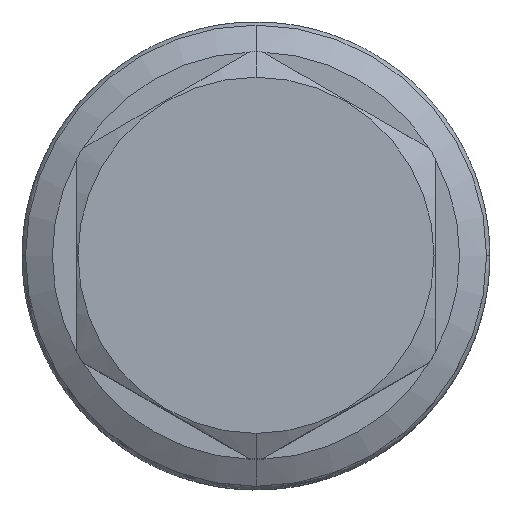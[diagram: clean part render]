
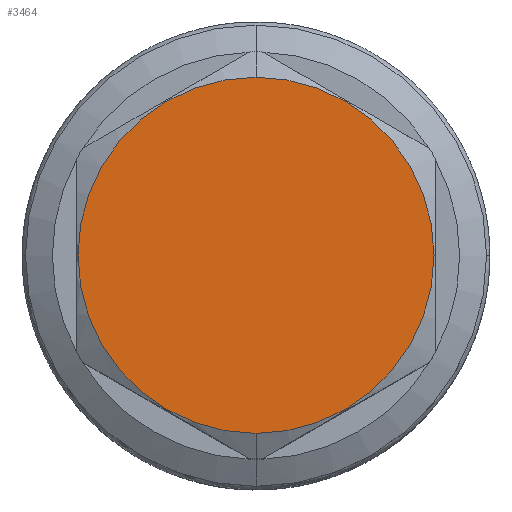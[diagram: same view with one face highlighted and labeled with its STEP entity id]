
A CAD part, top view. The second image highlights one B-rep face of the part: STEP entity #3464.
In plain terms, the highlighted planar face has unit normal (0, 0, 1).
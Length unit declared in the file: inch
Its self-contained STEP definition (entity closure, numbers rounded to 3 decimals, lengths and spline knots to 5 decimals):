
#1293=CARTESIAN_POINT('',(0.,0.,5.655));
#1294=DIRECTION('',(0.,0.,1.));
#1295=DIRECTION('',(0.,-1.,0.));
#1296=AXIS2_PLACEMENT_3D('',#1293,#1294,#1295);
#1298=CARTESIAN_POINT('',(0.,0.,5.655));
#1299=DIRECTION('',(0.,0.,1.));
#1300=DIRECTION('',(0.,1.,0.));
#1301=AXIS2_PLACEMENT_3D('',#1298,#1299,#1300);
#1433=CARTESIAN_POINT('',(0.,-0.807,5.655));
#1434=CARTESIAN_POINT('',(0.,0.807,5.655));
#1435=VERTEX_POINT('',#1433);
#1436=VERTEX_POINT('',#1434);
#3455=CARTESIAN_POINT('',(0.,0.,5.655));
#3456=DIRECTION('',(0.,0.,1.));
#3457=DIRECTION('',(0.,1.,0.));
#3458=AXIS2_PLACEMENT_3D('',#3455,#3456,#3457);
#3459=PLANE('',#3458);
#3460=ORIENTED_EDGE('',*,*,#3225,.F.);
#3461=ORIENTED_EDGE('',*,*,#3446,.F.);
#3462=EDGE_LOOP('',(#3460,#3461));
#3463=FACE_OUTER_BOUND('',#3462,.F.);
#3464=ADVANCED_FACE('',(#3463),#3459,.T.);
#1297=CIRCLE('',#1296,0.807);
#1302=CIRCLE('',#1301,0.807);
#3225=EDGE_CURVE('',#1435,#1436,#1297,.T.);
#3446=EDGE_CURVE('',#1436,#1435,#1302,.T.);
